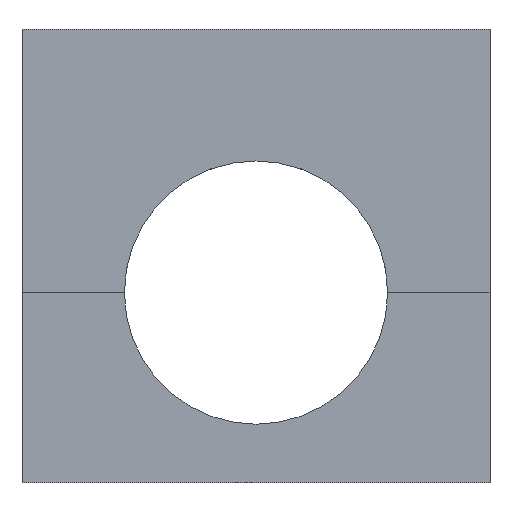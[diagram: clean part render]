
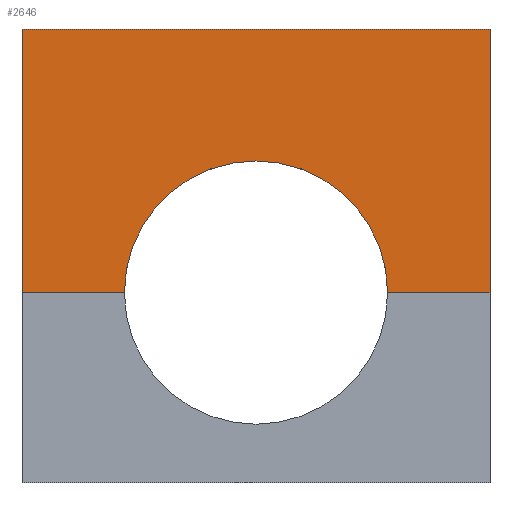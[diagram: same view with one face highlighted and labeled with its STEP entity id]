
A CAD part, front view. The second image highlights one B-rep face of the part: STEP entity #2646.
In plain terms, the highlighted planar face has unit normal (0, -1, 0).
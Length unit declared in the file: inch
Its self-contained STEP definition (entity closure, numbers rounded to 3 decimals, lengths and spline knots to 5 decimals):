
#40=PLANE('',#2826);
#177=FACE_OUTER_BOUND('',#323,.T.);
#323=EDGE_LOOP('',(#2312,#2313,#2314,#2315,#2316,#2317));
#567=CIRCLE('',#2805,0.5625);
#684=LINE('',#8080,#848);
#704=LINE('',#9526,#868);
#712=LINE('',#9633,#876);
#715=LINE('',#9639,#879);
#718=LINE('',#9644,#882);
#848=VECTOR('',#3165,0.3937);
#868=VECTOR('',#3191,0.3937);
#876=VECTOR('',#3269,0.3937);
#879=VECTOR('',#3274,0.3937);
#882=VECTOR('',#3279,0.3937);
#1119=VERTEX_POINT('',#8077);
#1120=VERTEX_POINT('',#8079);
#1140=VERTEX_POINT('',#9523);
#1141=VERTEX_POINT('',#9525);
#1154=VERTEX_POINT('',#9632);
#1156=VERTEX_POINT('',#9638);
#1483=EDGE_CURVE('',#1120,#1119,#684,.T.);
#1512=EDGE_CURVE('',#1141,#1140,#704,.T.);
#1528=EDGE_CURVE('',#1119,#1141,#567,.T.);
#1542=EDGE_CURVE('',#1140,#1154,#712,.T.);
#1545=EDGE_CURVE('',#1154,#1156,#715,.T.);
#1548=EDGE_CURVE('',#1156,#1120,#718,.T.);
#2312=ORIENTED_EDGE('',*,*,#1548,.T.);
#2313=ORIENTED_EDGE('',*,*,#1483,.T.);
#2314=ORIENTED_EDGE('',*,*,#1528,.T.);
#2315=ORIENTED_EDGE('',*,*,#1512,.T.);
#2316=ORIENTED_EDGE('',*,*,#1542,.T.);
#2317=ORIENTED_EDGE('',*,*,#1545,.T.);
#2646=ADVANCED_FACE('',(#177),#40,.F.);
#2805=AXIS2_PLACEMENT_3D('',#9595,#3229,#3230);
#2826=AXIS2_PLACEMENT_3D('',#9647,#3283,#3284);
#3165=DIRECTION('',(1.,0.,0.));
#3191=DIRECTION('',(1.,0.,0.));
#3229=DIRECTION('center_axis',(0.,1.,0.));
#3230=DIRECTION('ref_axis',(1.,0.,0.));
#3269=DIRECTION('',(0.,0.,1.));
#3274=DIRECTION('',(-1.,0.,0.));
#3279=DIRECTION('',(0.,0.,-1.));
#3283=DIRECTION('center_axis',(0.,1.,0.));
#3284=DIRECTION('ref_axis',(1.,0.,0.));
#8077=CARTESIAN_POINT('',(-0.5625,0.,0.));
#8079=CARTESIAN_POINT('',(-1.,0.,0.));
#8080=CARTESIAN_POINT('',(-1.,0.,0.));
#9523=CARTESIAN_POINT('',(1.,0.,0.));
#9525=CARTESIAN_POINT('',(0.5625,0.,0.));
#9526=CARTESIAN_POINT('',(-1.,0.,0.));
#9595=CARTESIAN_POINT('Origin',(0.,0.,0.));
#9632=CARTESIAN_POINT('',(1.,0.,1.125));
#9633=CARTESIAN_POINT('',(1.,0.,0.));
#9638=CARTESIAN_POINT('',(-1.,0.,1.125));
#9639=CARTESIAN_POINT('',(1.,0.,1.125));
#9644=CARTESIAN_POINT('',(-1.,0.,1.125));
#9647=CARTESIAN_POINT('Origin',(0.,0.,0.84375));
